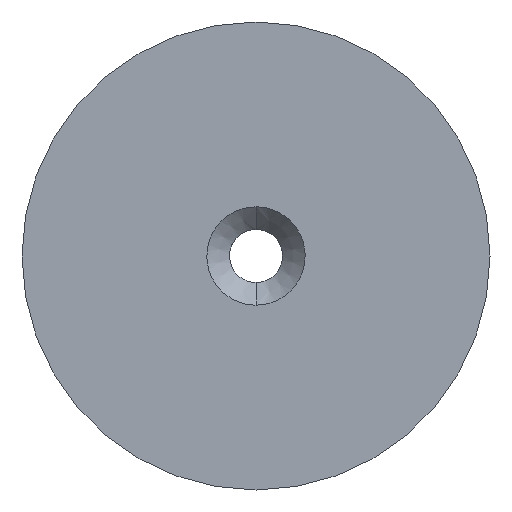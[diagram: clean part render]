
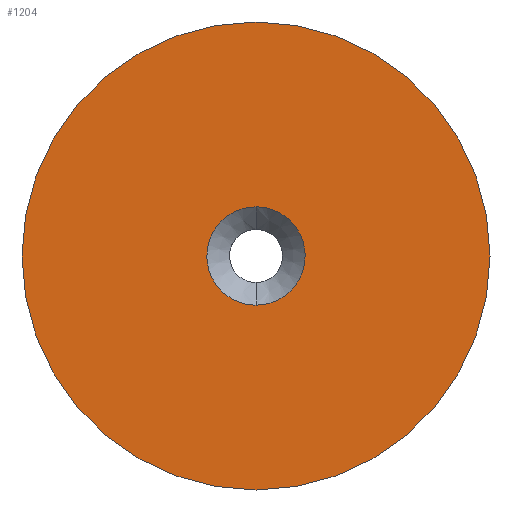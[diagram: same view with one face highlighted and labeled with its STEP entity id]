
A CAD part, front view. The second image highlights one B-rep face of the part: STEP entity #1204.
In plain terms, the highlighted planar face has unit normal (0, -1, 0).
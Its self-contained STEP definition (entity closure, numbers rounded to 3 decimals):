
#1014=AXIS2_PLACEMENT_3D('Circle Axis2P3D',#1012,#1013,$) ;
#1026=AXIS2_PLACEMENT_3D('Circle Axis2P3D',#1024,#1025,$) ;
#1144=AXIS2_PLACEMENT_3D('Plane Axis2P3D',#1141,#1142,#1143) ;
#1002=CARTESIAN_POINT('Vertex',(0.,0.,15.)) ;
#1009=CARTESIAN_POINT('Vertex',(0.,0.,-15.)) ;
#1012=CARTESIAN_POINT('Axis2P3D Location',(0.,0.,0.)) ;
#1024=CARTESIAN_POINT('Axis2P3D Location',(0.,0.,0.)) ;
#1141=CARTESIAN_POINT('Axis2P3D Location',(0.,0.,0.)) ;
#1151=CARTESIAN_POINT('Control Point',(0.,0.,-3.15)) ;
#1152=CARTESIAN_POINT('Control Point',(0.348,0.,-3.15)) ;
#1153=CARTESIAN_POINT('Control Point',(0.696,0.,-3.102)) ;
#1154=CARTESIAN_POINT('Control Point',(1.035,0.,-3.006)) ;
#1155=CARTESIAN_POINT('Control Point',(1.677,0.,-2.723)) ;
#1156=CARTESIAN_POINT('Control Point',(2.219,0.,-2.276)) ;
#1157=CARTESIAN_POINT('Control Point',(2.457,0.,-2.017)) ;
#1158=CARTESIAN_POINT('Control Point',(2.856,0.,-1.439)) ;
#1159=CARTESIAN_POINT('Control Point',(3.083,0.,-0.775)) ;
#1160=CARTESIAN_POINT('Control Point',(3.15,0.,-0.429)) ;
#1161=CARTESIAN_POINT('Control Point',(3.186,0.,0.273)) ;
#1162=CARTESIAN_POINT('Control Point',(3.031,0.,0.958)) ;
#1163=CARTESIAN_POINT('Control Point',(2.907,0.,1.287)) ;
#1164=CARTESIAN_POINT('Control Point',(2.57,0.,1.903)) ;
#1165=CARTESIAN_POINT('Control Point',(2.079,0.,2.405)) ;
#1166=CARTESIAN_POINT('Control Point',(1.8,0.,2.62)) ;
#1167=CARTESIAN_POINT('Control Point',(1.284,0.,2.914)) ;
#1168=CARTESIAN_POINT('Control Point',(0.718,0.,3.081)) ;
#1169=CARTESIAN_POINT('Control Point',(0.48,0.,3.127)) ;
#1170=CARTESIAN_POINT('Control Point',(0.24,0.,3.15)) ;
#1171=CARTESIAN_POINT('Control Point',(0.,0.,3.15)) ;
#1172=CARTESIAN_POINT('Vertex',(0.,0.,-3.15)) ;
#1174=CARTESIAN_POINT('Vertex',(0.,0.,3.15)) ;
#1178=CARTESIAN_POINT('Control Point',(0.,0.,3.15)) ;
#1179=CARTESIAN_POINT('Control Point',(-0.348,0.,3.15)) ;
#1180=CARTESIAN_POINT('Control Point',(-0.696,0.,3.102)) ;
#1181=CARTESIAN_POINT('Control Point',(-1.035,0.,3.006)) ;
#1182=CARTESIAN_POINT('Control Point',(-1.677,0.,2.723)) ;
#1183=CARTESIAN_POINT('Control Point',(-2.219,0.,2.276)) ;
#1184=CARTESIAN_POINT('Control Point',(-2.457,0.,2.017)) ;
#1185=CARTESIAN_POINT('Control Point',(-2.856,0.,1.439)) ;
#1186=CARTESIAN_POINT('Control Point',(-3.083,0.,0.775)) ;
#1187=CARTESIAN_POINT('Control Point',(-3.15,0.,0.429)) ;
#1188=CARTESIAN_POINT('Control Point',(-3.186,0.,-0.273)) ;
#1189=CARTESIAN_POINT('Control Point',(-3.031,0.,-0.958)) ;
#1190=CARTESIAN_POINT('Control Point',(-2.907,0.,-1.287)) ;
#1191=CARTESIAN_POINT('Control Point',(-2.57,0.,-1.903)) ;
#1192=CARTESIAN_POINT('Control Point',(-2.079,0.,-2.405)) ;
#1193=CARTESIAN_POINT('Control Point',(-1.8,0.,-2.62)) ;
#1194=CARTESIAN_POINT('Control Point',(-1.284,0.,-2.914)) ;
#1195=CARTESIAN_POINT('Control Point',(-0.718,0.,-3.081)) ;
#1196=CARTESIAN_POINT('Control Point',(-0.48,0.,-3.127)) ;
#1197=CARTESIAN_POINT('Control Point',(-0.24,0.,-3.15)) ;
#1198=CARTESIAN_POINT('Control Point',(0.,0.,-3.15)) ;
#1013=DIRECTION('Axis2P3D Direction',(0.,-1.,0.)) ;
#1025=DIRECTION('Axis2P3D Direction',(0.,-1.,0.)) ;
#1142=DIRECTION('Axis2P3D Direction',(0.,1.,0.)) ;
#1143=DIRECTION('Axis2P3D XDirection',(0.,0.,1.)) ;
#1147=ORIENTED_EDGE('',*,*,#1016,.F.) ;
#1148=ORIENTED_EDGE('',*,*,#1028,.F.) ;
#1201=ORIENTED_EDGE('',*,*,#1176,.F.) ;
#1202=ORIENTED_EDGE('',*,*,#1199,.F.) ;
#1203=FACE_BOUND('',#1200,.T.) ;
#1204=ADVANCED_FACE('Imported1',(#1149,#1203),#1145,.F.) ;
#1150=B_SPLINE_CURVE_WITH_KNOTS('',5,(#1151,#1152,#1153,#1154,#1155,#1156,#1157,#1158,#1159,#1160,#1161,#1162,#1163,#1164,#1165,#1166,#1167,#1168,#1169,#1170,#1171),.UNSPECIFIED.,.F.,.U.,(6,3,3,3,3,3,6),(0.,2.459,4.918,7.378,9.837,12.296,13.995),.UNSPECIFIED.) ;
#1177=B_SPLINE_CURVE_WITH_KNOTS('',5,(#1178,#1179,#1180,#1181,#1182,#1183,#1184,#1185,#1186,#1187,#1188,#1189,#1190,#1191,#1192,#1193,#1194,#1195,#1196,#1197,#1198),.UNSPECIFIED.,.F.,.U.,(6,3,3,3,3,3,6),(0.,2.459,4.918,7.378,9.837,12.296,13.995),.UNSPECIFIED.) ;
#1015=CIRCLE('generated circle',#1014,15.) ;
#1027=CIRCLE('generated circle',#1026,15.) ;
#1016=EDGE_CURVE('',#1010,#1003,#1015,.F.) ;
#1028=EDGE_CURVE('',#1003,#1010,#1027,.F.) ;
#1176=EDGE_CURVE('',#1173,#1175,#1150,.T.) ;
#1199=EDGE_CURVE('',#1175,#1173,#1177,.T.) ;
#1146=EDGE_LOOP('',(#1147,#1148)) ;
#1200=EDGE_LOOP('',(#1201,#1202)) ;
#1149=FACE_OUTER_BOUND('',#1146,.T.) ;
#1145=PLANE('',#1144) ;
#1003=VERTEX_POINT('',#1002) ;
#1010=VERTEX_POINT('',#1009) ;
#1173=VERTEX_POINT('',#1172) ;
#1175=VERTEX_POINT('',#1174) ;
